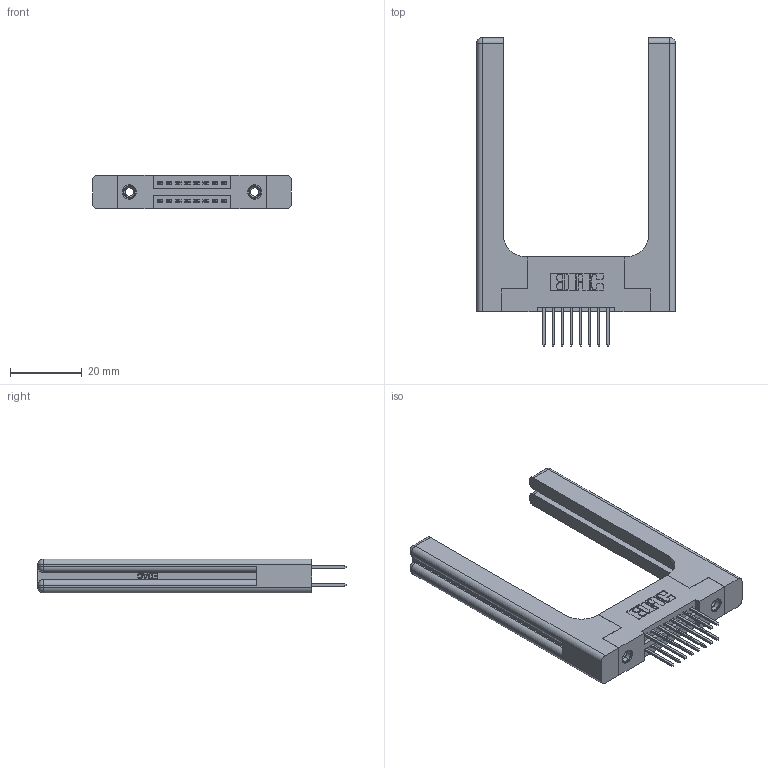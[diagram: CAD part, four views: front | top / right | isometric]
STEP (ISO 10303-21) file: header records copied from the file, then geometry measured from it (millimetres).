
FILE_DESCRIPTION (( 'STEP AP203' ), '1' );
FILE_NAME ('395-016-523-258.STEP', '2019-10-15T17:36:51', ( '' ), ( '' ), 'SwSTEP 2.0', 'SolidWorks 2016', '' );
FILE_SCHEMA (( 'CONFIG_CONTROL_DESIGN' ));
Length unit declared in the file: inch
Products named in the file (5): 345-220-058_345-220-058; 395-016-523-258; 345 Part_Flush Mounting Lugs - 0.156 Dia-TH; 345-292-001_345-293-123; 345-250-001_345-250-001-102
Assembly tree (21 placements, depth 2):
  395-016-523-258
    345 Part_Flush Mounting Lugs - 0.156 Dia-TH
    345-292-001_345-293-123  x16
    345-250-001_345-250-001-102  x2
    345-220-058_345-220-058  x2
Bounding box: 55.35 x 85.78 x 9.4 mm (x, y, z)
Volume: 13568.7 mm3; surface area: 12076.7 mm2
Topology: 21 solids, 21 shells, 1182 faces, 3391 edges, 2218 vertices
Faces by surface type: plane 756, cylinder 366, bspline 36, cone 12, sphere 8, torus 4
Entity records: 16054 total; most frequent: CARTESIAN_POINT 3717, ORIENTED_EDGE 2448, DIRECTION 2252, EDGE_CURVE 1224, LINE 968, VECTOR 968, VERTEX_POINT 806, AXIS2_PLACEMENT_3D 642
